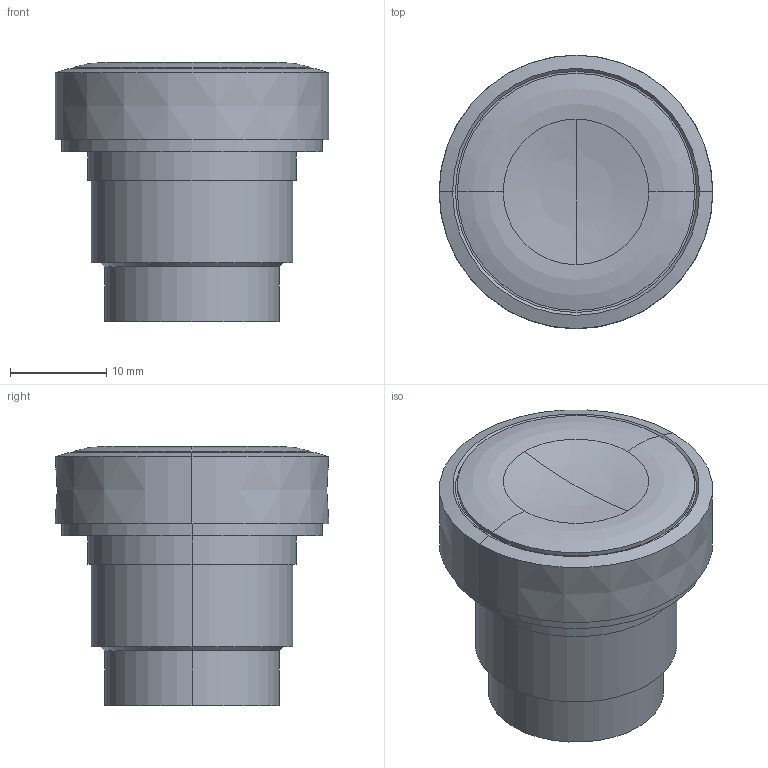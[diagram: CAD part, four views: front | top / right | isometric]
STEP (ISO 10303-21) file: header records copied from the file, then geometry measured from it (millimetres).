
FILE_DESCRIPTION(('STEP AP242'),'1');
FILE_NAME('zb4ba27.stp','2021-02-12T09:54:17',('TraceParts'),('TraceParts S.A.'),'Spatial InterOp 3D',' ',' ');
FILE_SCHEMA(('AP242_MANAGED_MODEL_BASED_3D_ENGINEERING_MIM_LF {1 0 10303 442 1 1 4}'));
Length unit declared in the file: millimetre
Products named in the file (1): zb4ba27
Bounding box: 28.51 x 28.51 x 26.96 mm (x, y, z)
Volume: 11267.9 mm3; surface area: 3165.5 mm2
Topology: 1 solids, 1 shells, 28 faces, 58 edges, 35 vertices
Faces by surface type: cylinder 10, cone 8, plane 6, sphere 2, bspline 2
Entity records: 1063 total; most frequent: CARTESIAN_POINT 204, DIRECTION 144, ORIENTED_EDGE 112, AXIS2_PLACEMENT_3D 63, EDGE_CURVE 56, CIRCLE 36, VERTEX_POINT 35, EDGE_LOOP 33
